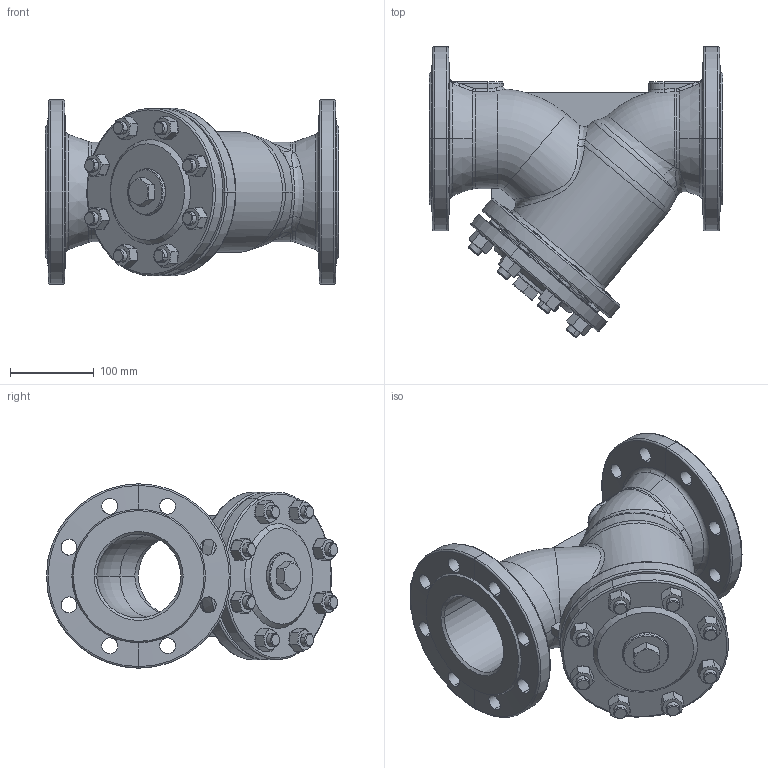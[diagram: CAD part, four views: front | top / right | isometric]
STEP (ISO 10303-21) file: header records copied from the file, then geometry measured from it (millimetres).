
FILE_DESCRIPTION (( 'STEP AP203' ), '1' );
FILE_NAME ('821_DN100_PN16.STEP', '2010-01-08T12:01:48', ( 'Piotr Zlobecki' ), ( 'ZETKAMA SA' ), 'SwSTEP 2.0', 'SolidWorks 2010', '' );
FILE_SCHEMA (( 'CONFIG_CONTROL_DESIGN' ));
Length unit declared in the file: millimetre
Products named in the file (1): 821_DN100_PN16
Bounding box: 350 x 347.23 x 220 mm (x, y, z)
Volume: 3777539.6 mm3; surface area: 628646 mm2
Topology: 19 solids, 19 shells, 823 faces, 1815 edges, 1047 vertices
Faces by surface type: cylinder 269, cone 213, plane 179, torus 118, bspline 44
Entity records: 46383 total; most frequent: CARTESIAN_POINT 28287, DIRECTION 3919, ORIENTED_EDGE 3630, EDGE_CURVE 1815, AXIS2_PLACEMENT_3D 1662, VERTEX_POINT 1047, EDGE_LOOP 926, CIRCLE 882
